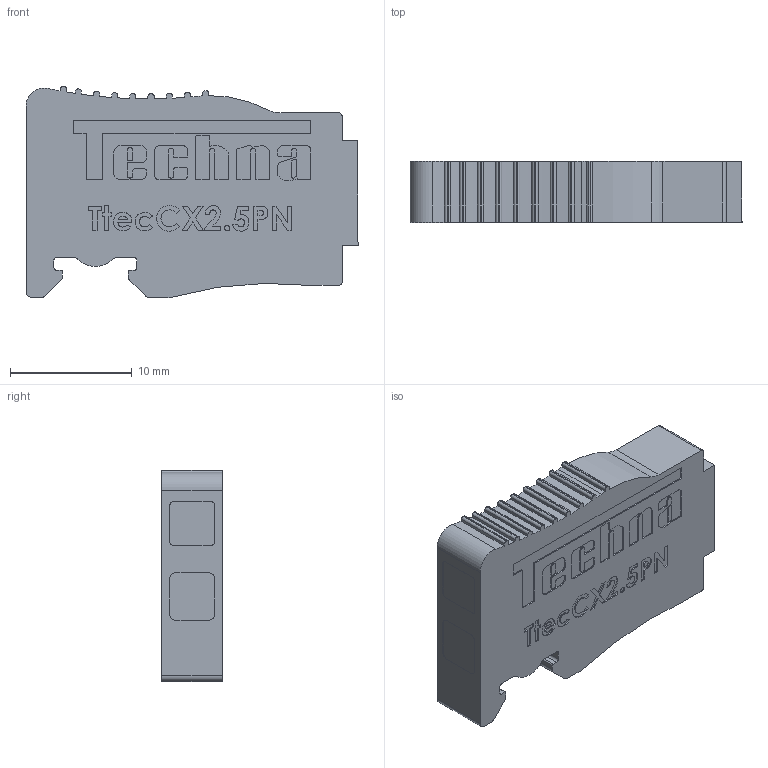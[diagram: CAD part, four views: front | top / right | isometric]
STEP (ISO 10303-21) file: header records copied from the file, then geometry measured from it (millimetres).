
FILE_DESCRIPTION (( 'STEP AP214' ), '1' );
FILE_NAME ('TtecCX2.5PN.STEP', '2020-07-21T10:16:36', ( '' ), ( '' ), 'SwSTEP 2.0', 'SolidWorks 2020', '' );
FILE_SCHEMA (( 'AUTOMOTIVE_DESIGN' ));
Length unit declared in the file: millimetre
Products named in the file (1): TtecCX2.5PN
Bounding box: 27.3 x 5 x 17.36 mm (x, y, z)
Volume: 1982.4 mm3; surface area: 1351.3 mm2
Topology: 1 solids, 1 shells, 658 faces, 1828 edges, 1218 vertices
Faces by surface type: plane 375, cylinder 185, bspline 98
Entity records: 31992 total; most frequent: CARTESIAN_POINT 9652, ORIENTED_EDGE 3656, DIRECTION 3126, EDGE_CURVE 1828, VECTOR 1256, LINE 1256, VERTEX_POINT 1218, AXIS2_PLACEMENT_3D 935
